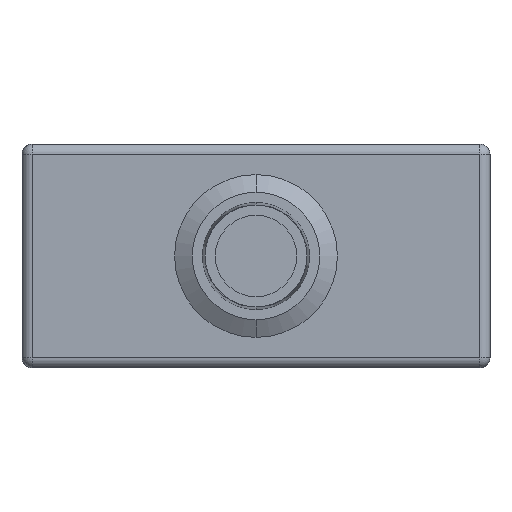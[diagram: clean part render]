
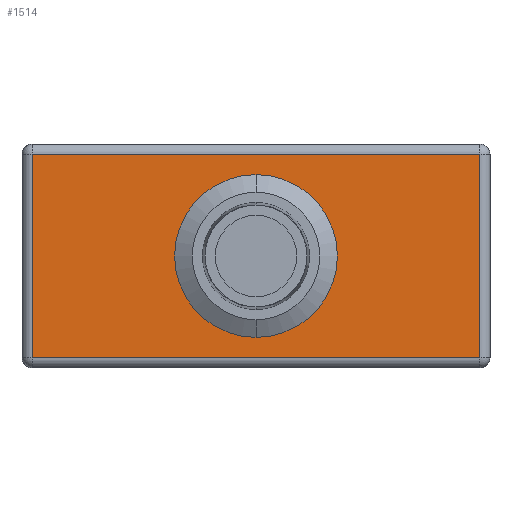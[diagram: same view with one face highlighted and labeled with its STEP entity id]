
A CAD part, front view. The second image highlights one B-rep face of the part: STEP entity #1514.
In plain terms, the highlighted planar face has unit normal (0, -1, 0).
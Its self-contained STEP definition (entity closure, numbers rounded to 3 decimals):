
#367=DIRECTION('',(-1.,0.,0.));
#368=VECTOR('',#367,22.);
#369=CARTESIAN_POINT('',(11.,-15.5,-5.));
#370=LINE('',#369,#368);
#374=DIRECTION('',(0.,0.,-1.));
#375=VECTOR('',#374,10.);
#376=CARTESIAN_POINT('',(-11.,-15.5,5.));
#377=LINE('',#376,#375);
#381=DIRECTION('',(1.,0.,0.));
#382=VECTOR('',#381,22.);
#383=CARTESIAN_POINT('',(-11.,-15.5,5.));
#384=LINE('',#383,#382);
#388=DIRECTION('',(0.,0.,-1.));
#389=VECTOR('',#388,10.);
#390=CARTESIAN_POINT('',(11.,-15.5,5.));
#391=LINE('',#390,#389);
#395=CARTESIAN_POINT('',(0.,-15.5,0.));
#396=DIRECTION('',(0.,-1.,0.));
#397=DIRECTION('',(0.,0.,1.));
#398=AXIS2_PLACEMENT_3D('',#395,#396,#397);
#403=CARTESIAN_POINT('',(0.,-15.5,0.));
#404=DIRECTION('',(0.,-1.,0.));
#405=DIRECTION('',(0.,0.,-1.));
#406=AXIS2_PLACEMENT_3D('',#403,#404,#405);
#1101=CARTESIAN_POINT('',(11.,-15.5,-5.));
#1102=CARTESIAN_POINT('',(-11.,-15.5,-5.));
#1103=VERTEX_POINT('',#1101);
#1104=VERTEX_POINT('',#1102);
#1105=CARTESIAN_POINT('',(-11.,-15.5,5.));
#1106=VERTEX_POINT('',#1105);
#1107=CARTESIAN_POINT('',(11.,-15.5,5.));
#1108=VERTEX_POINT('',#1107);
#1195=CARTESIAN_POINT('',(0.,-15.5,4.));
#1196=CARTESIAN_POINT('',(0.,-15.5,-4.));
#1197=VERTEX_POINT('',#1195);
#1198=VERTEX_POINT('',#1196);
#1495=CARTESIAN_POINT('',(-11.5,-15.5,-5.5));
#1496=DIRECTION('',(0.,-1.,0.));
#1497=DIRECTION('',(1.,0.,0.));
#1498=AXIS2_PLACEMENT_3D('',#1495,#1496,#1497);
#1499=PLANE('',#1498);
#1500=ORIENTED_EDGE('',*,*,#1463,.T.);
#1501=ORIENTED_EDGE('',*,*,#1486,.F.);
#1503=ORIENTED_EDGE('',*,*,#1502,.T.);
#1505=ORIENTED_EDGE('',*,*,#1504,.T.);
#1506=EDGE_LOOP('',(#1500,#1501,#1503,#1505));
#1507=FACE_OUTER_BOUND('',#1506,.F.);
#1509=ORIENTED_EDGE('',*,*,#1508,.T.);
#1511=ORIENTED_EDGE('',*,*,#1510,.T.);
#1512=EDGE_LOOP('',(#1509,#1511));
#1513=FACE_BOUND('',#1512,.F.);
#1514=ADVANCED_FACE('',(#1507,#1513),#1499,.T.);
#399=CIRCLE('',#398,4.);
#407=CIRCLE('',#406,4.);
#1463=EDGE_CURVE('',#1103,#1104,#370,.T.);
#1486=EDGE_CURVE('',#1106,#1104,#377,.T.);
#1502=EDGE_CURVE('',#1106,#1108,#384,.T.);
#1504=EDGE_CURVE('',#1108,#1103,#391,.T.);
#1508=EDGE_CURVE('',#1197,#1198,#399,.T.);
#1510=EDGE_CURVE('',#1198,#1197,#407,.T.);
